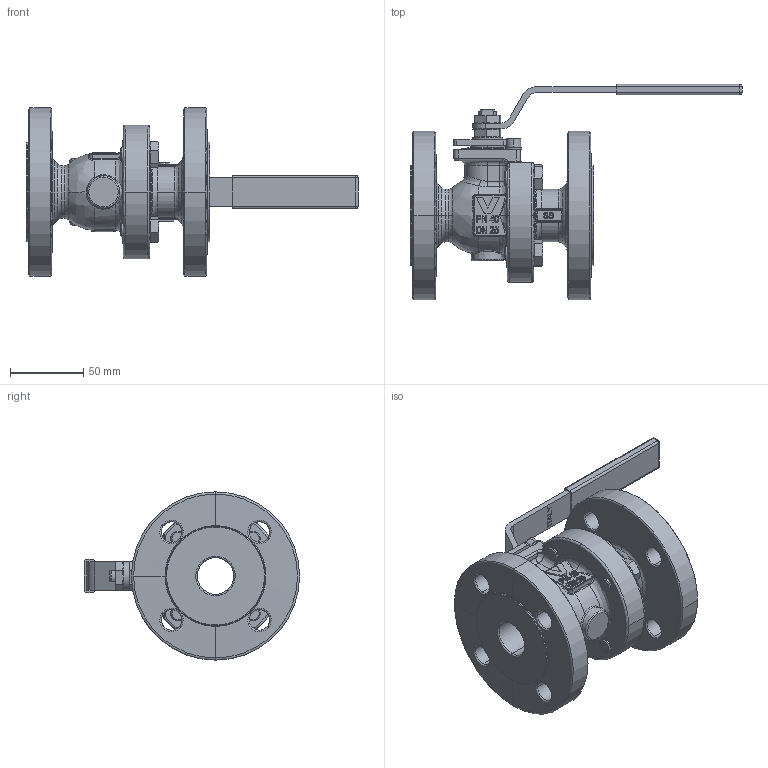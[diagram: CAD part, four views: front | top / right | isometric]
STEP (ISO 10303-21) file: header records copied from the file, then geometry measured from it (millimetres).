
FILE_DESCRIPTION (( 'STEP AP203' ), '1' );
FILE_NAME ('76000006.STEP', '2012-06-26T06:55:28', ( 'Xeon' ), ( '' ), 'SwSTEP 2.0', 'SolidWorks 2010', '' );
FILE_SCHEMA (( 'CONFIG_CONTROL_DESIGN' ));
Products named in the file (1): 76000006
Bounding box: 227 x 147.15 x 115 mm (x, y, z)
Volume: 563215.1 mm3; surface area: 129093.6 mm2
Topology: 2 solids, 2 shells, 1056 faces, 2719 edges, 1700 vertices
Faces by surface type: plane 372, bspline 338, cylinder 204, cone 138, torus 4
Entity records: 60813 total; most frequent: CARTESIAN_POINT 37736, ORIENTED_EDGE 5398, DIRECTION 3979, EDGE_CURVE 2699, VERTEX_POINT 1700, AXIS2_PLACEMENT_3D 1460, EDGE_LOOP 1157, VECTOR 1059
